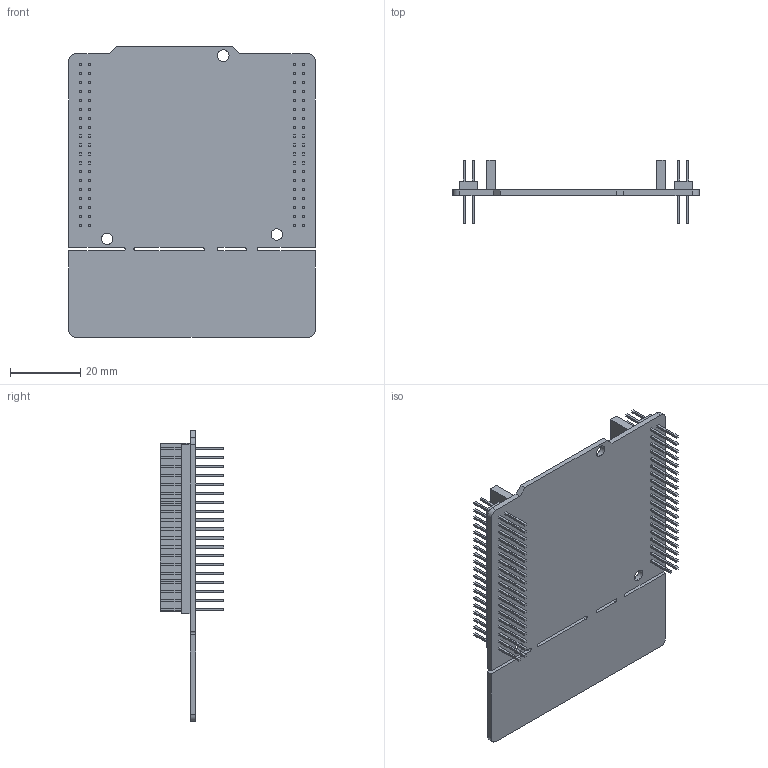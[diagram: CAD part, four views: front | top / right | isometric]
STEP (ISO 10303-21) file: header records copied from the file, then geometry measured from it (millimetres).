
FILE_DESCRIPTION (( 'STEP AP214' ), '1' );
FILE_NAME ('NUCLEO F401RE SIMPLIFIED.STEP', '2024-03-08T14:55:05', ( '' ), ( '' ), 'SwSTEP 2.0', 'SolidWorks 2022', '' );
FILE_SCHEMA (( 'AUTOMOTIVE_DESIGN' ));
Length unit declared in the file: millimetre
Products named in the file (1): NUCLEO F401RE SIMPLIFIED
Bounding box: 70 x 18.08 x 82.5 mm (x, y, z)
Volume: 12128.5 mm3; surface area: 17345.1 mm2
Topology: 1 solids, 1 shells, 986 faces, 2382 edges, 1588 vertices
Faces by surface type: plane 970, cylinder 16
Entity records: 28542 total; most frequent: CARTESIAN_POINT 4957, ORIENTED_EDGE 4764, DIRECTION 4388, EDGE_CURVE 2382, LINE 2350, VECTOR 2350, VERTEX_POINT 1588, EDGE_LOOP 1186
